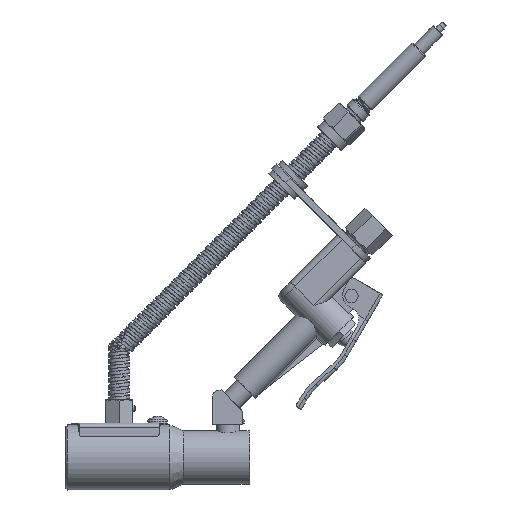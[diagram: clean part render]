
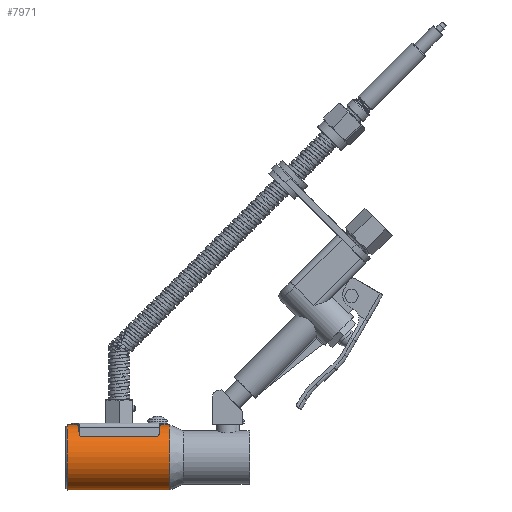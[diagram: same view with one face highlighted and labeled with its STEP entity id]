
A CAD part, front view. The second image highlights one B-rep face of the part: STEP entity #7971.
In plain terms, the highlighted cylindrical face has radius 15.478 mm (diameter 30.956 mm), a full revolution.
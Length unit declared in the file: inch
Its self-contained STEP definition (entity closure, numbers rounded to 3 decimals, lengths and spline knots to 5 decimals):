
#317=LINE($,#12200,#680);
#319=LINE($,#12203,#682);
#680=VECTOR($,#9670,1.125);
#682=VECTOR($,#9672,1.125);
#1497=FACE_BOUND($,#2565,.T.);
#1498=FACE_BOUND($,#2566,.T.);
#1499=FACE_BOUND($,#2567,.T.);
#1500=FACE_BOUND($,#2568,.T.);
#1501=FACE_BOUND($,#2569,.T.);
#1756=B_SPLINE_CURVE_WITH_KNOTS($,3,(#12154,#12155,#12156,#12157,#12158,
#12159,#12160,#12161,#12162,#12163,#12164,#12165,#12166,#12167,#12168,#12169,
#12170,#12171,#12172,#12173,#12174,#12175,#12176,#12177,#12178,#12179,#12180,
#12181,#12182,#12183,#12184,#12185,#12186,#12187),.UNSPECIFIED.,.T.,.F.,
(4,2,2,2,2,2,2,2,2,2,2,2,2,2,2,2,4),(0.,0.09057,0.18115,
0.27172,0.36229,0.45287,0.54344,
0.63401,0.72459,0.81516,0.90573,
0.99631,1.08688,1.17745,1.26802,1.3586,
1.44917),.UNSPECIFIED.);
#1757=B_SPLINE_CURVE_WITH_KNOTS($,3,(#12208,#12209,#12210,#12211,#12212,
#12213,#12214,#12215,#12216,#12217,#12218,#12219,#12220,#12221,#12222,#12223,
#12224,#12225,#12226,#12227,#12228,#12229,#12230,#12231,#12232,#12233,#12234,
#12235,#12236,#12237,#12238,#12239,#12240,#12241),.UNSPECIFIED.,.T.,.F.,
(4,2,2,2,2,2,2,2,2,2,2,2,2,2,2,2,4),(0.,0.09057,0.18115,
0.27172,0.36229,0.45287,0.54344,
0.63401,0.72459,0.81516,0.90573,
0.99631,1.08688,1.17745,1.26802,1.3586,
1.44917),.UNSPECIFIED.);
#2565=EDGE_LOOP($,(#5632));
#2566=EDGE_LOOP($,(#5633,#5634,#5635,#5636));
#2567=EDGE_LOOP($,(#5637));
#2568=EDGE_LOOP($,(#5638));
#2569=EDGE_LOOP($,(#5639));
#3313=CIRCLE($,#8592,0.60938);
#3315=CIRCLE($,#8596,0.60938);
#3324=CIRCLE($,#8615,0.60937);
#3325=CIRCLE($,#8617,0.60938);
#3699=VERTEX_POINT($,#12153);
#3701=VERTEX_POINT($,#12192);
#3702=VERTEX_POINT($,#12193);
#3704=VERTEX_POINT($,#12199);
#3705=VERTEX_POINT($,#12201);
#3706=VERTEX_POINT($,#12207);
#3716=VERTEX_POINT($,#12303);
#3717=VERTEX_POINT($,#12306);
#4480=EDGE_CURVE($,#3699,#3699,#1756,.T.);
#4482=EDGE_CURVE($,#3701,#3702,#3313,.T.);
#4485=EDGE_CURVE($,#3704,#3701,#317,.T.);
#4487=EDGE_CURVE($,#3702,#3705,#319,.T.);
#4488=EDGE_CURVE($,#3705,#3704,#3315,.T.);
#4489=EDGE_CURVE($,#3706,#3706,#1757,.T.);
#4500=EDGE_CURVE($,#3716,#3716,#3324,.T.);
#4501=EDGE_CURVE($,#3717,#3717,#3325,.T.);
#5632=ORIENTED_EDGE($,*,*,#4480,.T.);
#5633=ORIENTED_EDGE($,*,*,#4487,.T.);
#5634=ORIENTED_EDGE($,*,*,#4488,.T.);
#5635=ORIENTED_EDGE($,*,*,#4485,.T.);
#5636=ORIENTED_EDGE($,*,*,#4482,.T.);
#5637=ORIENTED_EDGE($,*,*,#4489,.T.);
#5638=ORIENTED_EDGE($,*,*,#4501,.F.);
#5639=ORIENTED_EDGE($,*,*,#4500,.T.);
#7769=CYLINDRICAL_SURFACE($,#8616,0.60938);
#7971=ADVANCED_FACE($,(#1497,#1498,#1499,#1500,#1501),#7769,.T.);
#8592=AXIS2_PLACEMENT_3D($,#12194,#9663,#9664);
#8596=AXIS2_PLACEMENT_3D($,#12205,#9675,#9676);
#8615=AXIS2_PLACEMENT_3D($,#12304,#9714,#9715);
#8616=AXIS2_PLACEMENT_3D($,#12305,#9716,#9717);
#8617=AXIS2_PLACEMENT_3D($,#12307,#9718,#9719);
#9663=DIRECTION('center_axis',(-1.,0.,0.));
#9664=DIRECTION('ref_axis',(0.,1.,0.));
#9670=DIRECTION($,(-1.,0.,0.));
#9672=DIRECTION($,(1.,0.,0.));
#9675=DIRECTION('center_axis',(1.,0.,0.));
#9676=DIRECTION('ref_axis',(0.,1.,0.));
#9714=DIRECTION('center_axis',(1.,0.,0.));
#9715=DIRECTION('ref_axis',(0.,1.,0.));
#9716=DIRECTION('center_axis',(1.,0.,0.));
#9717=DIRECTION('ref_axis',(0.,1.,0.));
#9718=DIRECTION('center_axis',(1.,0.,0.));
#9719=DIRECTION('ref_axis',(0.,1.,0.));
#12153=CARTESIAN_POINT('',(5.99204,4.73269,-0.0945));
#12154=CARTESIAN_POINT('Ctrl Pts',(5.99204,4.73269,-0.0945));
#12155=CARTESIAN_POINT('Ctrl Pts',(6.00393,4.73269,-0.0945));
#12156=CARTESIAN_POINT('Ctrl Pts',(6.01659,4.73308,-0.09212));
#12157=CARTESIAN_POINT('Ctrl Pts',(6.03987,4.73448,-0.08247));
#12158=CARTESIAN_POINT('Ctrl Pts',(6.05048,4.73546,-0.0752));
#12159=CARTESIAN_POINT('Ctrl Pts',(6.06724,4.73731,-0.05844));
#12160=CARTESIAN_POINT('Ctrl Pts',(6.07451,4.73829,-0.04783));
#12161=CARTESIAN_POINT('Ctrl Pts',(6.08416,4.73968,-0.02455));
#12162=CARTESIAN_POINT('Ctrl Pts',(6.08654,4.74006,-0.01189));
#12163=CARTESIAN_POINT('Ctrl Pts',(6.08654,4.74006,0.01189));
#12164=CARTESIAN_POINT('Ctrl Pts',(6.08416,4.73968,0.02455));
#12165=CARTESIAN_POINT('Ctrl Pts',(6.07451,4.73829,0.04783));
#12166=CARTESIAN_POINT('Ctrl Pts',(6.06724,4.73731,0.05844));
#12167=CARTESIAN_POINT('Ctrl Pts',(6.05048,4.73546,0.0752));
#12168=CARTESIAN_POINT('Ctrl Pts',(6.03987,4.73448,0.08247));
#12169=CARTESIAN_POINT('Ctrl Pts',(6.01659,4.73308,0.09212));
#12170=CARTESIAN_POINT('Ctrl Pts',(6.00393,4.73269,0.0945));
#12171=CARTESIAN_POINT('Ctrl Pts',(5.98015,4.73269,0.0945));
#12172=CARTESIAN_POINT('Ctrl Pts',(5.96749,4.73308,0.09212));
#12173=CARTESIAN_POINT('Ctrl Pts',(5.94421,4.73448,0.08247));
#12174=CARTESIAN_POINT('Ctrl Pts',(5.9336,4.73546,0.0752));
#12175=CARTESIAN_POINT('Ctrl Pts',(5.91684,4.73731,0.05844));
#12176=CARTESIAN_POINT('Ctrl Pts',(5.90957,4.73829,0.04783));
#12177=CARTESIAN_POINT('Ctrl Pts',(5.89992,4.73968,0.02455));
#12178=CARTESIAN_POINT('Ctrl Pts',(5.89754,4.74006,0.01189));
#12179=CARTESIAN_POINT('Ctrl Pts',(5.89754,4.74006,-0.01189));
#12180=CARTESIAN_POINT('Ctrl Pts',(5.89992,4.73968,-0.02455));
#12181=CARTESIAN_POINT('Ctrl Pts',(5.90957,4.73829,-0.04783));
#12182=CARTESIAN_POINT('Ctrl Pts',(5.91684,4.73731,-0.05844));
#12183=CARTESIAN_POINT('Ctrl Pts',(5.9336,4.73546,-0.0752));
#12184=CARTESIAN_POINT('Ctrl Pts',(5.94421,4.73448,-0.08247));
#12185=CARTESIAN_POINT('Ctrl Pts',(5.96749,4.73308,-0.09212));
#12186=CARTESIAN_POINT('Ctrl Pts',(5.98015,4.73269,-0.0945));
#12187=CARTESIAN_POINT('Ctrl Pts',(5.99204,4.73269,-0.0945));
#12192=CARTESIAN_POINT('',(4.70779,4.68006,0.26368));
#12193=CARTESIAN_POINT('',(4.70779,4.68006,-0.26368));
#12194=CARTESIAN_POINT('Origin',(4.70779,4.13069,0.));
#12199=CARTESIAN_POINT('',(5.83279,4.68006,0.26368));
#12200=CARTESIAN_POINT($,(5.27867,4.68006,0.26368));
#12201=CARTESIAN_POINT('',(5.83279,4.68006,-0.26368));
#12203=CARTESIAN_POINT($,(5.27867,4.68006,-0.26368));
#12205=CARTESIAN_POINT('Origin',(5.83279,4.13069,0.));
#12207=CARTESIAN_POINT('',(4.55204,4.73269,0.0945));
#12208=CARTESIAN_POINT('Ctrl Pts',(4.55204,4.73269,0.0945));
#12209=CARTESIAN_POINT('Ctrl Pts',(4.54015,4.73269,0.0945));
#12210=CARTESIAN_POINT('Ctrl Pts',(4.52749,4.73308,0.09212));
#12211=CARTESIAN_POINT('Ctrl Pts',(4.50421,4.73448,0.08247));
#12212=CARTESIAN_POINT('Ctrl Pts',(4.4936,4.73546,0.0752));
#12213=CARTESIAN_POINT('Ctrl Pts',(4.47684,4.73731,0.05844));
#12214=CARTESIAN_POINT('Ctrl Pts',(4.46957,4.73829,0.04783));
#12215=CARTESIAN_POINT('Ctrl Pts',(4.45992,4.73968,0.02455));
#12216=CARTESIAN_POINT('Ctrl Pts',(4.45754,4.74006,0.01189));
#12217=CARTESIAN_POINT('Ctrl Pts',(4.45754,4.74006,-0.01189));
#12218=CARTESIAN_POINT('Ctrl Pts',(4.45992,4.73968,-0.02455));
#12219=CARTESIAN_POINT('Ctrl Pts',(4.46957,4.73829,-0.04783));
#12220=CARTESIAN_POINT('Ctrl Pts',(4.47684,4.73731,-0.05844));
#12221=CARTESIAN_POINT('Ctrl Pts',(4.4936,4.73546,-0.0752));
#12222=CARTESIAN_POINT('Ctrl Pts',(4.50421,4.73448,-0.08247));
#12223=CARTESIAN_POINT('Ctrl Pts',(4.52749,4.73308,-0.09212));
#12224=CARTESIAN_POINT('Ctrl Pts',(4.54015,4.73269,-0.0945));
#12225=CARTESIAN_POINT('Ctrl Pts',(4.56393,4.73269,-0.0945));
#12226=CARTESIAN_POINT('Ctrl Pts',(4.57659,4.73308,-0.09212));
#12227=CARTESIAN_POINT('Ctrl Pts',(4.59987,4.73448,-0.08247));
#12228=CARTESIAN_POINT('Ctrl Pts',(4.61048,4.73546,-0.0752));
#12229=CARTESIAN_POINT('Ctrl Pts',(4.62724,4.73731,-0.05844));
#12230=CARTESIAN_POINT('Ctrl Pts',(4.63451,4.73829,-0.04783));
#12231=CARTESIAN_POINT('Ctrl Pts',(4.64416,4.73968,-0.02455));
#12232=CARTESIAN_POINT('Ctrl Pts',(4.64654,4.74006,-0.01189));
#12233=CARTESIAN_POINT('Ctrl Pts',(4.64654,4.74006,0.01189));
#12234=CARTESIAN_POINT('Ctrl Pts',(4.64416,4.73968,0.02455));
#12235=CARTESIAN_POINT('Ctrl Pts',(4.63451,4.73829,0.04783));
#12236=CARTESIAN_POINT('Ctrl Pts',(4.62724,4.73731,0.05844));
#12237=CARTESIAN_POINT('Ctrl Pts',(4.61048,4.73546,0.0752));
#12238=CARTESIAN_POINT('Ctrl Pts',(4.59987,4.73448,0.08247));
#12239=CARTESIAN_POINT('Ctrl Pts',(4.57659,4.73308,0.09212));
#12240=CARTESIAN_POINT('Ctrl Pts',(4.56393,4.73269,0.0945));
#12241=CARTESIAN_POINT('Ctrl Pts',(4.55204,4.73269,0.0945));
#12303=CARTESIAN_POINT('',(4.31829,4.74006,0.));
#12304=CARTESIAN_POINT('Origin',(4.31829,4.13069,0.));
#12305=CARTESIAN_POINT('Origin',(5.27867,4.13069,0.));
#12306=CARTESIAN_POINT('',(6.23904,4.74006,0.));
#12307=CARTESIAN_POINT('Origin',(6.23904,4.13069,0.));
